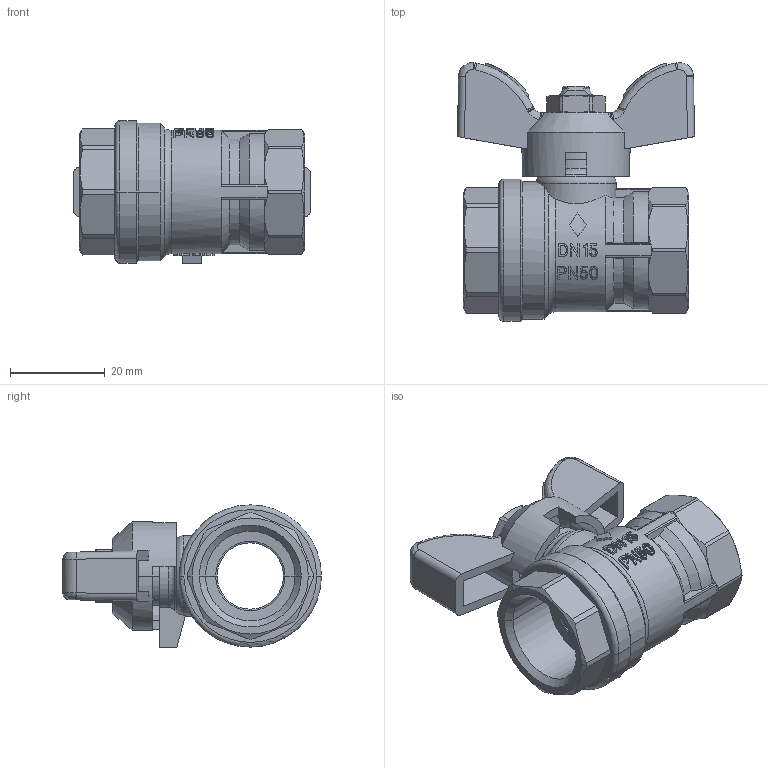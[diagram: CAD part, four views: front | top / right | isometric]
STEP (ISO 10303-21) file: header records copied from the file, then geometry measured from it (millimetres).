
FILE_DESCRIPTION(('Creo Elements/Direct Modeling STEP Export'),'2;1');
FILE_NAME('1520040000.stp','2018-09-14T 8:18:13',(''),(''),'Creo Elements/Direct Modeling STEP processor for AP214 (Solid Model)','Creo Elements/Direct Modeling 19.0G 27-Nov-2017 (C) Parametric Technology GmbH','');
FILE_SCHEMA(('AUTOMOTIVE_DESIGN { 1 0 10303 214 1 1 1 1 }'));
Length unit declared in the file: millimetre
Products named in the file (2): 1520040000-219950.PRT
Assembly tree (1 placements, depth 2):
  1520040000-219950.PRT
    1520040000-219950.PRT
Bounding box: 50.03 x 54.6 x 30 mm (x, y, z)
Volume: 22685.2 mm3; surface area: 12666.1 mm2
Topology: 1 solids, 1 shells, 617 faces, 1685 edges, 1095 vertices
Faces by surface type: plane 392, cylinder 102, cone 74, bspline 32, torus 17
Entity records: 22226 total; most frequent: CARTESIAN_POINT 5577, ORIENTED_EDGE 3366, DIRECTION 3286, EDGE_CURVE 1683, AXIS2_PLACEMENT_3D 1313, VERTEX_POINT 1095, VECTOR 660, LINE 660
